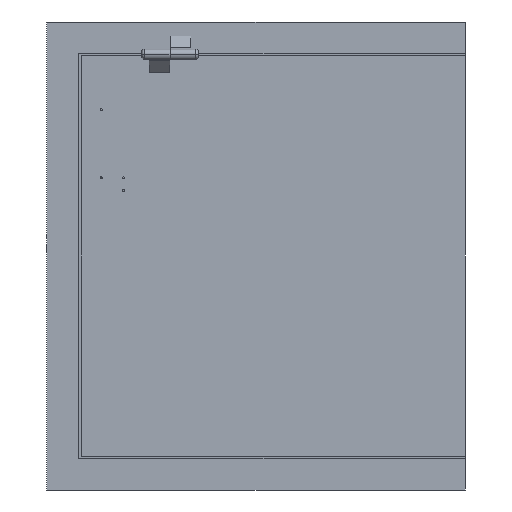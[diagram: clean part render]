
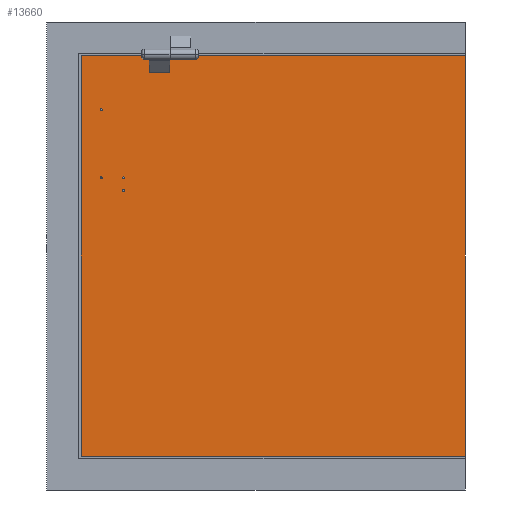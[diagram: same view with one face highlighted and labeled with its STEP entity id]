
A CAD part, left-side view. The second image highlights one B-rep face of the part: STEP entity #13660.
In plain terms, the highlighted planar face has unit normal (-1, 0, 0).
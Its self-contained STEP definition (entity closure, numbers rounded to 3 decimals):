
#10730=CARTESIAN_POINT('',(-8.,65.15,1273.75));
#10740=VERTEX_POINT('',#10730);
#10770=CARTESIAN_POINT('',(-8.,65.15,1151.6));
#10780=DIRECTION('',(0.,0.,1.));
#10790=VECTOR('',#10780,1.);
#10800=LINE('',#10770,#10790);
#10810=CARTESIAN_POINT('',(-8.,65.15,2068.75));
#10820=VERTEX_POINT('',#10810);
#10830=EDGE_CURVE('',#10740,#10820,#10800,.T.);
#11070=CARTESIAN_POINT('',(-8.,826.65,1151.6));
#11080=DIRECTION('',(0.,0.,-1.));
#11090=VECTOR('',#11080,1.);
#11100=LINE('',#11070,#11090);
#11110=CARTESIAN_POINT('',(-8.,826.65,2068.75));
#11120=VERTEX_POINT('',#11110);
#11130=CARTESIAN_POINT('',(-8.,826.65,1273.75));
#11140=VERTEX_POINT('',#11130);
#11150=EDGE_CURVE('',#11120,#11140,#11100,.T.);
#11550=CARTESIAN_POINT('',(-8.,193.9,2068.75));
#11560=DIRECTION('',(0.,1.,0.));
#11570=VECTOR('',#11560,1.);
#11580=LINE('',#11550,#11570);
#11590=EDGE_CURVE('',#10820,#11120,#11580,.T.);
#12620=CARTESIAN_POINT('',(-8.,104.9,1383.25));
#12630=VERTEX_POINT('',#12620);
#12790=CARTESIAN_POINT('',(-8.,104.9,1379.25));
#12800=VERTEX_POINT('',#12790);
#12830=CARTESIAN_POINT('',(-8.,104.9,1381.25));
#12840=DIRECTION('',(1.,0.,0.));
#12850=DIRECTION('',(0.,0.,1.));
#12860=AXIS2_PLACEMENT_3D('',#12830,#12840,#12850);
#12870=CIRCLE('',#12860,2.);
#12880=EDGE_CURVE('',#12800,#12630,#12870,.T.);
#13000=CARTESIAN_POINT('',(-8.,126.65,2589.25));
#13010=DIRECTION('',(1.,0.,-0.));
#13020=DIRECTION('',(0.,0.,1.));
#13030=AXIS2_PLACEMENT_3D('',#13000,#13010,#13020);
#13040=PLANE('',#13030);
#13050=CARTESIAN_POINT('',(-8.,148.9,1516.25));
#13060=DIRECTION('',(1.,0.,0.));
#13070=DIRECTION('',(0.,0.,1.));
#13080=AXIS2_PLACEMENT_3D('',#13050,#13060,#13070);
#13090=CIRCLE('',#13080,2.);
#13100=CARTESIAN_POINT('',(-8.,148.9,1518.25));
#13110=VERTEX_POINT('',#13100);
#13120=CARTESIAN_POINT('',(-8.,148.9,1514.25));
#13130=VERTEX_POINT('',#13120);
#13140=EDGE_CURVE('',#13110,#13130,#13090,.T.);
#13150=ORIENTED_EDGE('',*,*,#13140,.T.);
#13160=EDGE_CURVE('',#13130,#13110,#13090,.T.);
#13170=ORIENTED_EDGE('',*,*,#13160,.T.);
#13180=EDGE_LOOP('',(#13170,#13150));
#13190=FACE_BOUND('',#13180,.T.);
#13200=CARTESIAN_POINT('',(-8.,104.9,1516.25));
#13210=DIRECTION('',(1.,0.,0.));
#13220=DIRECTION('',(0.,0.,1.));
#13230=AXIS2_PLACEMENT_3D('',#13200,#13210,#13220);
#13240=CIRCLE('',#13230,2.);
#13250=CARTESIAN_POINT('',(-8.,104.9,1518.25));
#13260=VERTEX_POINT('',#13250);
#13270=CARTESIAN_POINT('',(-8.,104.9,1514.25));
#13280=VERTEX_POINT('',#13270);
#13290=EDGE_CURVE('',#13260,#13280,#13240,.T.);
#13300=ORIENTED_EDGE('',*,*,#13290,.T.);
#13310=EDGE_CURVE('',#13280,#13260,#13240,.T.);
#13320=ORIENTED_EDGE('',*,*,#13310,.T.);
#13330=EDGE_LOOP('',(#13320,#13300));
#13340=FACE_BOUND('',#13330,.T.);
#13350=EDGE_CURVE('',#12630,#12800,#12870,.T.);
#13360=ORIENTED_EDGE('',*,*,#13350,.T.);
#13370=ORIENTED_EDGE('',*,*,#12880,.T.);
#13380=EDGE_LOOP('',(#13370,#13360));
#13390=FACE_BOUND('',#13380,.T.);
#13400=CARTESIAN_POINT('',(-8.,148.9,1541.25));
#13410=DIRECTION('',(1.,0.,0.));
#13420=DIRECTION('',(0.,0.,1.));
#13430=AXIS2_PLACEMENT_3D('',#13400,#13410,#13420);
#13440=CIRCLE('',#13430,2.);
#13450=CARTESIAN_POINT('',(-8.,148.9,1543.25));
#13460=VERTEX_POINT('',#13450);
#13470=CARTESIAN_POINT('',(-8.,148.9,1539.25));
#13480=VERTEX_POINT('',#13470);
#13490=EDGE_CURVE('',#13460,#13480,#13440,.T.);
#13500=ORIENTED_EDGE('',*,*,#13490,.T.);
#13510=EDGE_CURVE('',#13480,#13460,#13440,.T.);
#13520=ORIENTED_EDGE('',*,*,#13510,.T.);
#13530=EDGE_LOOP('',(#13520,#13500));
#13540=FACE_BOUND('',#13530,.T.);
#13550=ORIENTED_EDGE('',*,*,#10830,.T.);
#13560=CARTESIAN_POINT('',(-8.,193.9,1273.75));
#13570=DIRECTION('',(0.,1.,0.));
#13580=VECTOR('',#13570,1.);
#13590=LINE('',#13560,#13580);
#13600=EDGE_CURVE('',#10740,#11140,#13590,.T.);
#13610=ORIENTED_EDGE('',*,*,#13600,.F.);
#13620=ORIENTED_EDGE('',*,*,#11150,.T.);
#13630=ORIENTED_EDGE('',*,*,#11590,.T.);
#13640=EDGE_LOOP('',(#13630,#13620,#13610,#13550));
#13650=FACE_OUTER_BOUND('',#13640,.T.);
#13660=ADVANCED_FACE('',(#13190,#13340,#13390,#13540,#13650),#13040,.F.)
;
